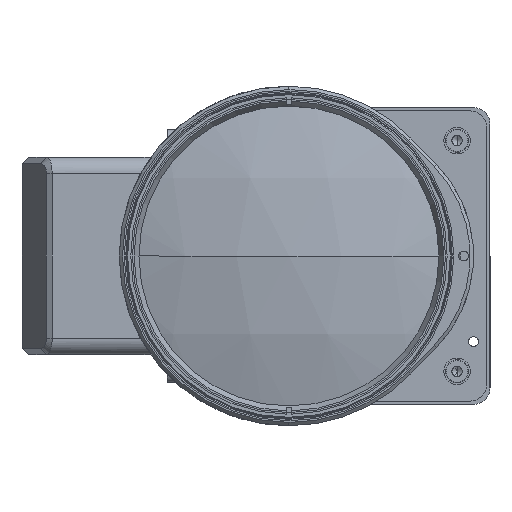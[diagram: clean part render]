
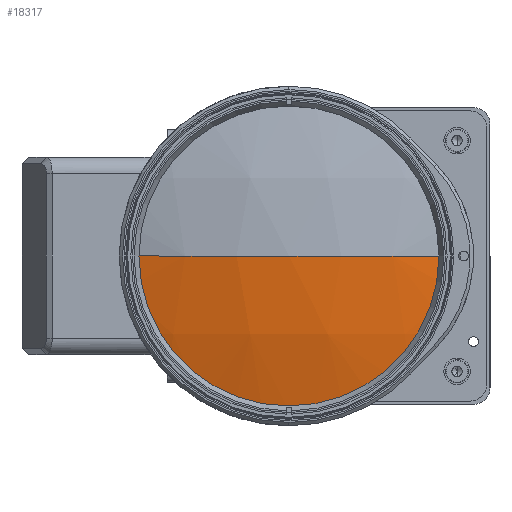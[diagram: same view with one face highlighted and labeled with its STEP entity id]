
A CAD part, left-side view. The second image highlights one B-rep face of the part: STEP entity #18317.
In plain terms, the highlighted spherical face has radius 166.5 mm.
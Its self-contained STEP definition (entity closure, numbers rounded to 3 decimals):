
#1225 = DIRECTION ( 'NONE',  ( 0., 1., 0. ) ) ;
#1286 = ORIENTED_EDGE ( 'NONE', *, *, #25581, .T. ) ;
#2952 = CARTESIAN_POINT ( 'NONE',  ( -289.946, 47., 0. ) ) ;
#4333 = CIRCLE ( 'NONE', #22531, 166.5 ) ;
#4637 = AXIS2_PLACEMENT_3D ( 'NONE', #23359, #23618, #15213 ) ;
#8123 = DIRECTION ( 'NONE',  ( 0., 0., 1. ) ) ;
#8377 = CIRCLE ( 'NONE', #15055, 166.5 ) ;
#8446 = FACE_OUTER_BOUND ( 'NONE', #19961, .T. ) ;
#11116 = DIRECTION ( 'NONE',  ( 0., 1., 0. ) ) ;
#11207 = DIRECTION ( 'NONE',  ( 0., 0., -1. ) ) ;
#13043 = CARTESIAN_POINT ( 'NONE',  ( -289.946, -47., 0. ) ) ;
#14348 = DIRECTION ( 'NONE',  ( 0., -1., 0. ) ) ;
#15055 = AXIS2_PLACEMENT_3D ( 'NONE', #20976, #8123, #14348 ) ;
#15213 = DIRECTION ( 'NONE',  ( 0., 0., 1. ) ) ;
#17316 = VERTEX_POINT ( 'NONE', #13043 ) ;
#17395 = EDGE_CURVE ( 'NONE', #17316, #20928, #4333, .T. ) ;
#18317 = ADVANCED_FACE ( 'NONE', ( #8446 ), #21453, .T. ) ;
#19491 = CARTESIAN_POINT ( 'NONE',  ( -130.217, 0., 0. ) ) ;
#19579 = DIRECTION ( 'NONE',  ( 0., 0., -1. ) ) ;
#19961 = EDGE_LOOP ( 'NONE', ( #1286, #22793, #21087 ) ) ;
#20928 = VERTEX_POINT ( 'NONE', #23663 ) ;
#20976 = CARTESIAN_POINT ( 'NONE',  ( -130.217, 0., 0. ) ) ;
#21087 = ORIENTED_EDGE ( 'NONE', *, *, #24951, .F. ) ;
#21453 = SPHERICAL_SURFACE ( 'NONE', #25246, 166.5 ) ;
#22531 = AXIS2_PLACEMENT_3D ( 'NONE', #19491, #19579, #1225 ) ;
#22586 = CIRCLE ( 'NONE', #4637, 47. ) ;
#22793 = ORIENTED_EDGE ( 'NONE', *, *, #17395, .T. ) ;
#23359 = CARTESIAN_POINT ( 'NONE',  ( -289.946, 0., 0. ) ) ;
#23425 = CARTESIAN_POINT ( 'NONE',  ( -130.217, 0., 0. ) ) ;
#23618 = DIRECTION ( 'NONE',  ( -1., 0., 0. ) ) ;
#23663 = CARTESIAN_POINT ( 'NONE',  ( -296.717, 0., 0. ) ) ;
#24951 = EDGE_CURVE ( 'NONE', #25986, #20928, #8377, .T. ) ;
#25246 = AXIS2_PLACEMENT_3D ( 'NONE', #23425, #11207, #11116 ) ;
#25581 = EDGE_CURVE ( 'NONE', #25986, #17316, #22586, .T. ) ;
#25986 = VERTEX_POINT ( 'NONE', #2952 ) ;
